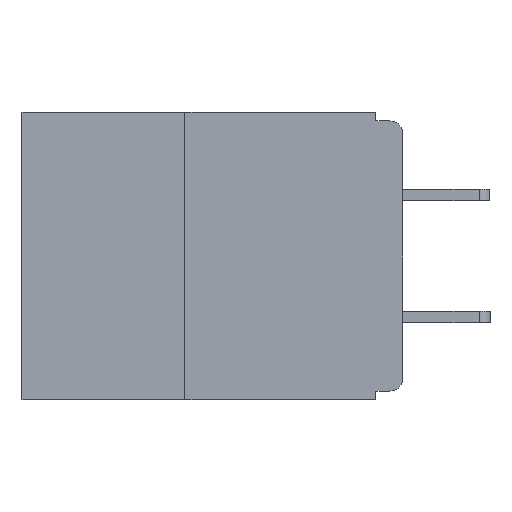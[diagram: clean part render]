
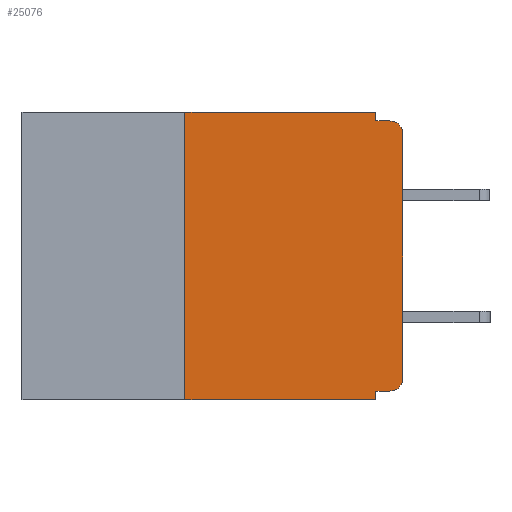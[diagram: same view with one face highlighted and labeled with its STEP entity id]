
A CAD part, left-side view. The second image highlights one B-rep face of the part: STEP entity #25076.
In plain terms, the highlighted planar face has unit normal (-1, 0, 0).
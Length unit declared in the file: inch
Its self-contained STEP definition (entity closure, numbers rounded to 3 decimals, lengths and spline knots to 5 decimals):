
#15 = VECTOR ( 'NONE', #3400, 39.37008 ) ;
#449 = DIRECTION ( 'NONE',  ( 0., 0., -1. ) ) ;
#1269 = DIRECTION ( 'NONE',  ( 0., 0., -1. ) ) ;
#1295 = VECTOR ( 'NONE', #10484, 39.37008 ) ;
#1403 = ORIENTED_EDGE ( 'NONE', *, *, #15771, .F. ) ;
#1430 = CARTESIAN_POINT ( 'NONE',  ( 0., 0.031, 0. ) ) ;
#1665 = DIRECTION ( 'NONE',  ( 0., -1., 0. ) ) ;
#1671 = CARTESIAN_POINT ( 'NONE',  ( 0., 0.031, -0.32 ) ) ;
#1833 = CARTESIAN_POINT ( 'NONE',  ( 0., 0.015, -0.32 ) ) ;
#2096 = LINE ( 'NONE', #11590, #17100 ) ;
#2331 = CARTESIAN_POINT ( 'NONE',  ( 0., 0.25, -0.33 ) ) ;
#3051 = LINE ( 'NONE', #14873, #23115 ) ;
#3140 = ORIENTED_EDGE ( 'NONE', *, *, #18153, .T. ) ;
#3225 = CARTESIAN_POINT ( 'NONE',  ( 0., 0.437, 0. ) ) ;
#3400 = DIRECTION ( 'NONE',  ( 0., 0., -1. ) ) ;
#3598 = DIRECTION ( 'NONE',  ( 0., -1., 0. ) ) ;
#4041 = VERTEX_POINT ( 'NONE', #9003 ) ;
#4086 = DIRECTION ( 'NONE',  ( 1., 0., 0. ) ) ;
#4298 = VERTEX_POINT ( 'NONE', #17825 ) ;
#4351 = VERTEX_POINT ( 'NONE', #12200 ) ;
#4613 = EDGE_CURVE ( 'NONE', #22559, #9613, #3051, .T. ) ;
#4688 = AXIS2_PLACEMENT_3D ( 'NONE', #24496, #13022, #1269 ) ;
#4828 = VECTOR ( 'NONE', #21253, 39.37008 ) ;
#5006 = AXIS2_PLACEMENT_3D ( 'NONE', #23422, #4086, #17733 ) ;
#5628 = VECTOR ( 'NONE', #20763, 39.37008 ) ;
#5825 = LINE ( 'NONE', #1430, #15 ) ;
#6413 = EDGE_LOOP ( 'NONE', ( #16946, #17096, #17868, #18513, #19045, #19959, #3140, #1403, #6462, #17014 ) ) ;
#6462 = ORIENTED_EDGE ( 'NONE', *, *, #4613, .F. ) ;
#9003 = CARTESIAN_POINT ( 'NONE',  ( 0., 0., -0.025 ) ) ;
#9152 = CIRCLE ( 'NONE', #4688, 0.015 ) ;
#9613 = VERTEX_POINT ( 'NONE', #1671 ) ;
#9803 = VECTOR ( 'NONE', #3598, 39.37008 ) ;
#9982 = FACE_OUTER_BOUND ( 'NONE', #6413, .T. ) ;
#10064 = LINE ( 'NONE', #17394, #4828 ) ;
#10083 = VERTEX_POINT ( 'NONE', #22459 ) ;
#10370 = VERTEX_POINT ( 'NONE', #23384 ) ;
#10484 = DIRECTION ( 'NONE',  ( 0., 0., 1. ) ) ;
#10787 = VERTEX_POINT ( 'NONE', #2331 ) ;
#11084 = AXIS2_PLACEMENT_3D ( 'NONE', #23709, #12238, #449 ) ;
#11590 = CARTESIAN_POINT ( 'NONE',  ( 0., 0.437, -0.33 ) ) ;
#11977 = CARTESIAN_POINT ( 'NONE',  ( 0., 0.25, 0. ) ) ;
#12200 = CARTESIAN_POINT ( 'NONE',  ( 0., 0., -0.305 ) ) ;
#12238 = DIRECTION ( 'NONE',  ( -1., 0., 0. ) ) ;
#12301 = EDGE_CURVE ( 'NONE', #18908, #16688, #20500, .T. ) ;
#13022 = DIRECTION ( 'NONE',  ( -1., 0., 0. ) ) ;
#13163 = DIRECTION ( 'NONE',  ( 0., 0., 1. ) ) ;
#13366 = EDGE_CURVE ( 'NONE', #4351, #4041, #21964, .T. ) ;
#13562 = LINE ( 'NONE', #24631, #23741 ) ;
#14873 = CARTESIAN_POINT ( 'NONE',  ( 0., 0., -0.32 ) ) ;
#14983 = LINE ( 'NONE', #22868, #9803 ) ;
#15122 = EDGE_CURVE ( 'NONE', #10083, #10370, #14983, .T. ) ;
#15592 = EDGE_CURVE ( 'NONE', #22559, #4351, #9152, .T. ) ;
#15771 = EDGE_CURVE ( 'NONE', #9613, #4298, #10064, .T. ) ;
#15789 = PLANE ( 'NONE',  #5006 ) ;
#16301 = EDGE_CURVE ( 'NONE', #10787, #18908, #13562, .T. ) ;
#16688 = VERTEX_POINT ( 'NONE', #22046 ) ;
#16946 = ORIENTED_EDGE ( 'NONE', *, *, #13366, .T. ) ;
#17014 = ORIENTED_EDGE ( 'NONE', *, *, #15592, .T. ) ;
#17096 = ORIENTED_EDGE ( 'NONE', *, *, #23310, .T. ) ;
#17100 = VECTOR ( 'NONE', #1665, 39.37008 ) ;
#17394 = CARTESIAN_POINT ( 'NONE',  ( 0., 0.031, -0.33 ) ) ;
#17733 = DIRECTION ( 'NONE',  ( 0., 0., -1. ) ) ;
#17825 = CARTESIAN_POINT ( 'NONE',  ( 0., 0.031, -0.33 ) ) ;
#17868 = ORIENTED_EDGE ( 'NONE', *, *, #15122, .F. ) ;
#18025 = EDGE_CURVE ( 'NONE', #16688, #10083, #5825, .T. ) ;
#18153 = EDGE_CURVE ( 'NONE', #10787, #4298, #2096, .T. ) ;
#18513 = ORIENTED_EDGE ( 'NONE', *, *, #18025, .F. ) ;
#18908 = VERTEX_POINT ( 'NONE', #11977 ) ;
#19045 = ORIENTED_EDGE ( 'NONE', *, *, #12301, .F. ) ;
#19959 = ORIENTED_EDGE ( 'NONE', *, *, #16301, .F. ) ;
#20114 = CARTESIAN_POINT ( 'NONE',  ( 0., 0., 0. ) ) ;
#20500 = LINE ( 'NONE', #3225, #5628 ) ;
#20763 = DIRECTION ( 'NONE',  ( 0., -1., 0. ) ) ;
#20956 = CIRCLE ( 'NONE', #11084, 0.015 ) ;
#21253 = DIRECTION ( 'NONE',  ( 0., 0., -1. ) ) ;
#21964 = LINE ( 'NONE', #20114, #1295 ) ;
#22046 = CARTESIAN_POINT ( 'NONE',  ( 0., 0.031, 0. ) ) ;
#22459 = CARTESIAN_POINT ( 'NONE',  ( 0., 0.031, -0.01 ) ) ;
#22559 = VERTEX_POINT ( 'NONE', #1833 ) ;
#22570 = DIRECTION ( 'NONE',  ( 0., 1., 0. ) ) ;
#22868 = CARTESIAN_POINT ( 'NONE',  ( 0., 0., -0.01 ) ) ;
#23115 = VECTOR ( 'NONE', #22570, 39.37008 ) ;
#23310 = EDGE_CURVE ( 'NONE', #4041, #10370, #20956, .T. ) ;
#23384 = CARTESIAN_POINT ( 'NONE',  ( 0., 0.015, -0.01 ) ) ;
#23422 = CARTESIAN_POINT ( 'NONE',  ( 0., 0.437, 0. ) ) ;
#23709 = CARTESIAN_POINT ( 'NONE',  ( 0., 0.015, -0.025 ) ) ;
#23741 = VECTOR ( 'NONE', #13163, 39.37008 ) ;
#24496 = CARTESIAN_POINT ( 'NONE',  ( 0., 0.015, -0.305 ) ) ;
#24631 = CARTESIAN_POINT ( 'NONE',  ( 0., 0.25, -0.33 ) ) ;
#25076 = ADVANCED_FACE ( 'NONE', ( #9982 ), #15789, .F. ) ;
